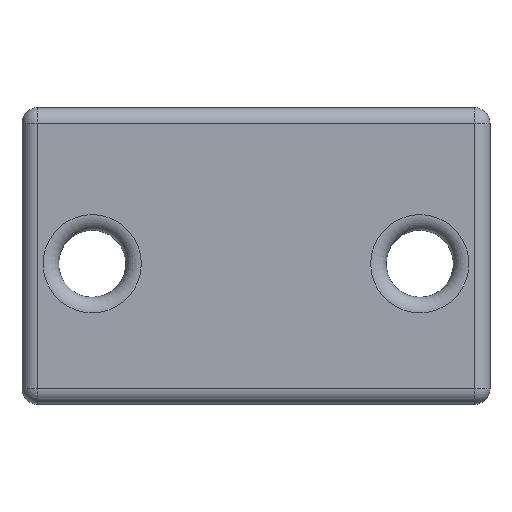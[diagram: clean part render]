
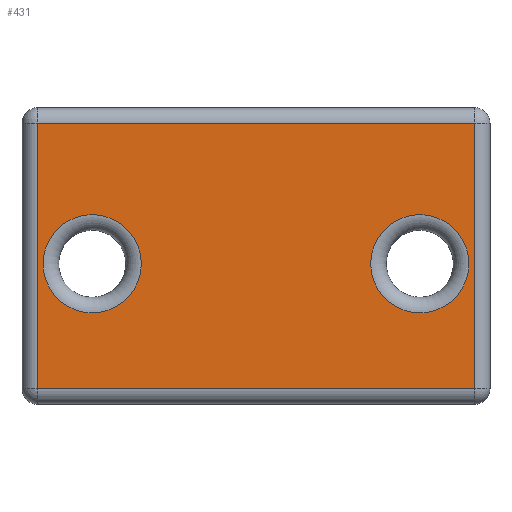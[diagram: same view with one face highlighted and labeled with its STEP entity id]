
A CAD part, top view. The second image highlights one B-rep face of the part: STEP entity #431.
In plain terms, the highlighted planar face has unit normal (0, 0, 1).
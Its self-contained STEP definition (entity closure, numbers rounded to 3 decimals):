
#39=FACE_BOUND('',#140,.T.);
#40=FACE_BOUND('',#141,.T.);
#47=LINE('',#746,#73);
#48=LINE('',#748,#74);
#49=LINE('',#750,#75);
#50=LINE('',#751,#76);
#73=VECTOR('',#587,10.);
#74=VECTOR('',#588,10.);
#75=VECTOR('',#589,10.);
#76=VECTOR('',#590,10.);
#94=PLANE('',#493);
#105=FACE_OUTER_BOUND('',#139,.T.);
#139=EDGE_LOOP('',(#323,#324,#325,#326));
#140=EDGE_LOOP('',(#327));
#141=EDGE_LOOP('',(#328));
#176=CIRCLE('',#492,3.15);
#177=CIRCLE('',#494,3.15);
#213=VERTEX_POINT('',#740);
#214=VERTEX_POINT('',#744);
#215=VERTEX_POINT('',#745);
#216=VERTEX_POINT('',#747);
#217=VERTEX_POINT('',#749);
#218=VERTEX_POINT('',#752);
#250=EDGE_CURVE('',#213,#213,#176,.T.);
#251=EDGE_CURVE('',#214,#215,#47,.T.);
#252=EDGE_CURVE('',#216,#214,#48,.T.);
#253=EDGE_CURVE('',#217,#216,#49,.T.);
#254=EDGE_CURVE('',#215,#217,#50,.T.);
#255=EDGE_CURVE('',#218,#218,#177,.T.);
#323=ORIENTED_EDGE('',*,*,#251,.F.);
#324=ORIENTED_EDGE('',*,*,#252,.F.);
#325=ORIENTED_EDGE('',*,*,#253,.F.);
#326=ORIENTED_EDGE('',*,*,#254,.F.);
#327=ORIENTED_EDGE('',*,*,#255,.F.);
#328=ORIENTED_EDGE('',*,*,#250,.F.);
#431=ADVANCED_FACE('',(#105,#39,#40),#94,.T.);
#492=AXIS2_PLACEMENT_3D('',#742,#583,#584);
#493=AXIS2_PLACEMENT_3D('',#743,#585,#586);
#494=AXIS2_PLACEMENT_3D('',#753,#591,#592);
#583=DIRECTION('center_axis',(0.,0.,1.));
#584=DIRECTION('ref_axis',(1.,0.,0.));
#585=DIRECTION('center_axis',(0.,0.,1.));
#586=DIRECTION('ref_axis',(1.,0.,0.));
#587=DIRECTION('',(0.,-1.,0.));
#588=DIRECTION('',(1.,0.,0.));
#589=DIRECTION('',(0.,1.,0.));
#590=DIRECTION('',(-1.,0.,0.));
#591=DIRECTION('center_axis',(0.,0.,1.));
#592=DIRECTION('ref_axis',(-1.,0.,0.));
#740=CARTESIAN_POINT('',(22.35,-10.,5.));
#742=CARTESIAN_POINT('Origin',(25.5,-10.,5.));
#743=CARTESIAN_POINT('Origin',(7.5,-10.,5.));
#744=CARTESIAN_POINT('',(29.,-1.,5.));
#745=CARTESIAN_POINT('',(29.,-18.,5.));
#746=CARTESIAN_POINT('',(29.,-5.,5.));
#747=CARTESIAN_POINT('',(1.,-1.,5.));
#748=CARTESIAN_POINT('',(11.25,-1.,5.));
#749=CARTESIAN_POINT('',(1.,-18.,5.));
#750=CARTESIAN_POINT('',(1.,-5.,5.));
#751=CARTESIAN_POINT('',(11.25,-18.,5.));
#752=CARTESIAN_POINT('',(7.65,-10.,5.));
#753=CARTESIAN_POINT('Origin',(4.5,-10.,5.));
